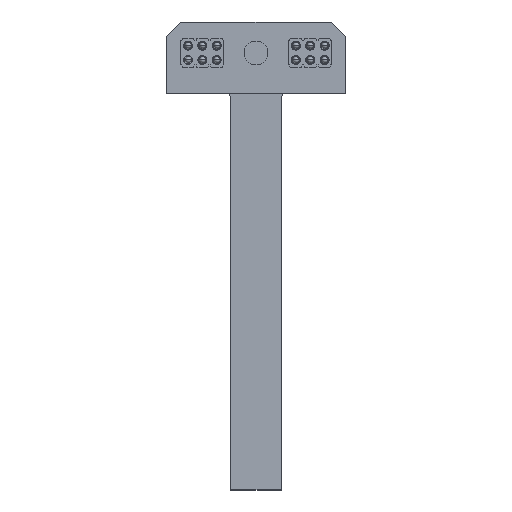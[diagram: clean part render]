
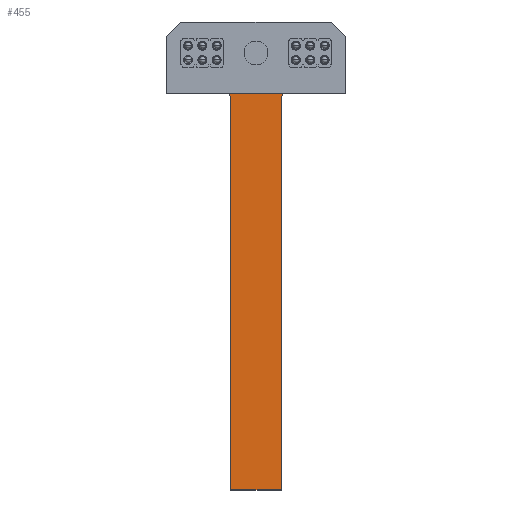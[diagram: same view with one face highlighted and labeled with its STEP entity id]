
A CAD part, top view. The second image highlights one B-rep face of the part: STEP entity #455.
In plain terms, the highlighted planar face has unit normal (0, 0, 1).
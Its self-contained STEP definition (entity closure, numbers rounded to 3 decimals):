
#430 = VERTEX_POINT('',#431);
#431 = CARTESIAN_POINT('',(43.746,86.706,0.
    ));
#437 = EDGE_CURVE('',#438,#430,#440,.T.);
#438 = VERTEX_POINT('',#439);
#439 = CARTESIAN_POINT('',(53.546,86.706,0.
    ));
#440 = LINE('',#441,#442);
#441 = CARTESIAN_POINT('',(53.546,86.706,0.
    ));
#442 = VECTOR('',#443,1.);
#443 = DIRECTION('',(-1.,0.,0.));
#455 = ADVANCED_FACE('',(#456),#497,.T.);
#456 = FACE_BOUND('',#457,.T.);
#457 = EDGE_LOOP('',(#458,#459,#467,#475,#483,#491));
#458 = ORIENTED_EDGE('',*,*,#437,.T.);
#459 = ORIENTED_EDGE('',*,*,#460,.T.);
#460 = EDGE_CURVE('',#430,#461,#463,.T.);
#461 = VERTEX_POINT('',#462);
#462 = CARTESIAN_POINT('',(44.146,86.306,
    0.));
#463 = LINE('',#464,#465);
#464 = CARTESIAN_POINT('',(43.746,86.706,0.
    ));
#465 = VECTOR('',#466,1.);
#466 = DIRECTION('',(0.707,-0.707,0.));
#467 = ORIENTED_EDGE('',*,*,#468,.T.);
#468 = EDGE_CURVE('',#461,#469,#471,.T.);
#469 = VERTEX_POINT('',#470);
#470 = CARTESIAN_POINT('',(44.146,16.706,
    0.));
#471 = LINE('',#472,#473);
#472 = CARTESIAN_POINT('',(44.146,86.306,
    0.));
#473 = VECTOR('',#474,1.);
#474 = DIRECTION('',(0.,-1.,0.));
#475 = ORIENTED_EDGE('',*,*,#476,.T.);
#476 = EDGE_CURVE('',#469,#477,#479,.T.);
#477 = VERTEX_POINT('',#478);
#478 = CARTESIAN_POINT('',(53.146,16.706,
    0.));
#479 = LINE('',#480,#481);
#480 = CARTESIAN_POINT('',(44.146,16.706,
    0.));
#481 = VECTOR('',#482,1.);
#482 = DIRECTION('',(1.,0.,0.));
#483 = ORIENTED_EDGE('',*,*,#484,.T.);
#484 = EDGE_CURVE('',#477,#485,#487,.T.);
#485 = VERTEX_POINT('',#486);
#486 = CARTESIAN_POINT('',(53.146,86.306,
    0.));
#487 = LINE('',#488,#489);
#488 = CARTESIAN_POINT('',(53.146,16.706,
    0.));
#489 = VECTOR('',#490,1.);
#490 = DIRECTION('',(0.,1.,0.));
#491 = ORIENTED_EDGE('',*,*,#492,.T.);
#492 = EDGE_CURVE('',#485,#438,#493,.T.);
#493 = LINE('',#494,#495);
#494 = CARTESIAN_POINT('',(53.146,86.306,
    0.));
#495 = VECTOR('',#496,1.);
#496 = DIRECTION('',(0.707,0.707,0.));
#497 = PLANE('',#498);
#498 = AXIS2_PLACEMENT_3D('',#499,#500,#501);
#499 = CARTESIAN_POINT('',(53.546,86.706,0.
    ));
#500 = DIRECTION('',(0.,0.,1.));
#501 = DIRECTION('',(1.,0.,0.));
